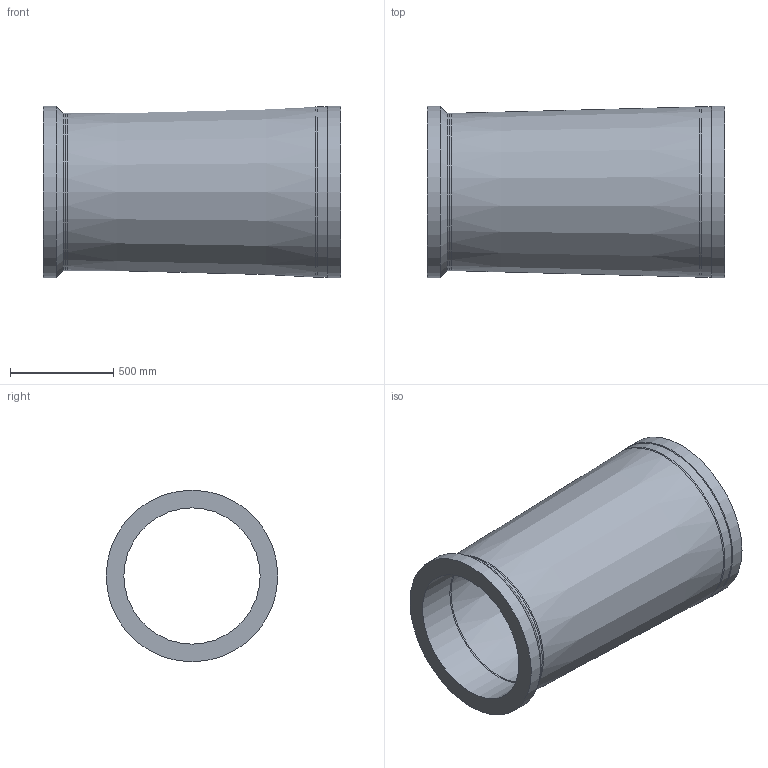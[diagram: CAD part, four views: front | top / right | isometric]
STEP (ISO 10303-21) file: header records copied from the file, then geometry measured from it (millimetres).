
FILE_DESCRIPTION(/* description */ (''),/* implementation_level */ '2;1');
FILE_NAME(/* name */ 'A1-19027-200-04 HCWi reducer - cast - 1-21-20.stp',/* time_stamp */ '2020-01-21T12:28:02-07:00',/* author */ ('Graeme_Van_Dongen'),/* organization */ (''),/* preprocessor_version */ 'ST-DEVELOPER v16.5',/* originating_system */ 'Autodesk Inventor 2017',/* authorisation */ '');
FILE_SCHEMA (('AUTOMOTIVE_DESIGN { 1 0 10303 214 3 1 1 }'));
Length unit declared in the file: inch
Products named in the file (1): A1-19027-200-04 HCWi reducer - cast
Bounding box: 1444.4 x 831.85 x 831.85 mm (x, y, z)
Volume: 184134861 mm3; surface area: 7121562.3 mm2
Topology: 1 solids, 1 shells, 16 faces, 38 edges, 24 vertices
Faces by surface type: cylinder 6, cone 4, plane 2, torus 2, bspline 2
Full cylindrical faces by diameter (mm): 660.4 x1, 723.9 x1, 762 x1, 825.5 x1, 831.85 x2
Entity records: 466 total; most frequent: CARTESIAN_POINT 115, DIRECTION 70, ORIENTED_EDGE 44, AXIS2_PLACEMENT_3D 35, EDGE_LOOP 30, EDGE_CURVE 22, CIRCLE 20, VERTEX_POINT 20
